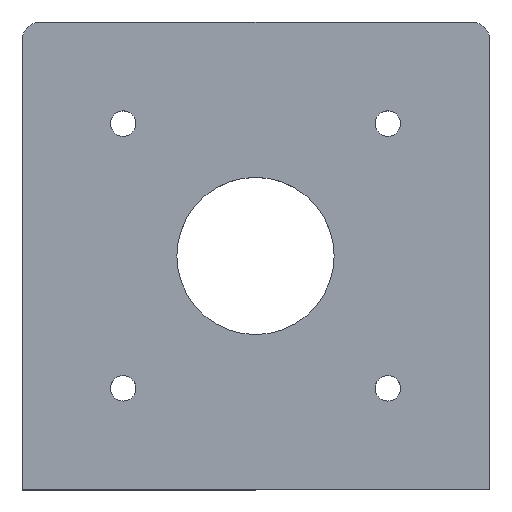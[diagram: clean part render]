
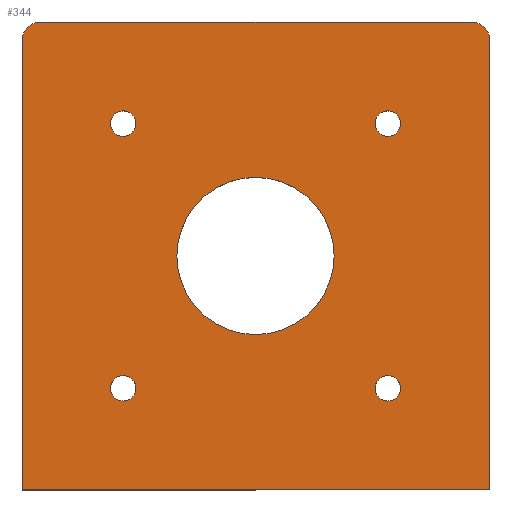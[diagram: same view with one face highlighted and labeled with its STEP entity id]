
A CAD part, top view. The second image highlights one B-rep face of the part: STEP entity #344.
In plain terms, the highlighted planar face has unit normal (0, 0, 1).
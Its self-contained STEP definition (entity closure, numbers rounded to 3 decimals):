
#8 = EDGE_LOOP ( 'NONE', ( #19, #33 ) ) ;
#10 = ORIENTED_EDGE ( 'NONE', *, *, #798, .T. ) ;
#15 = ORIENTED_EDGE ( 'NONE', *, *, #476, .T. ) ;
#17 = CARTESIAN_POINT ( 'NONE',  ( -101.39, 27.145, 15. ) ) ;
#19 = ORIENTED_EDGE ( 'NONE', *, *, #112, .T. ) ;
#20 = CIRCLE ( 'NONE', #413, 5. ) ;
#27 = VERTEX_POINT ( 'NONE', #34 ) ;
#33 = ORIENTED_EDGE ( 'NONE', *, *, #429, .T. ) ;
#34 = CARTESIAN_POINT ( 'NONE',  ( -83.635, 62.5, 15. ) ) ;
#37 = VERTEX_POINT ( 'NONE', #218 ) ;
#39 = DIRECTION ( 'NONE',  ( -1., 0., 0. ) ) ;
#45 = CIRCLE ( 'NONE', #624, 3.4 ) ;
#46 = DIRECTION ( 'NONE',  ( 0., 0., -1. ) ) ;
#47 = EDGE_LOOP ( 'NONE', ( #524, #15 ) ) ;
#48 = EDGE_CURVE ( 'NONE', #313, #535, #545, .T. ) ;
#53 = VERTEX_POINT ( 'NONE', #495 ) ;
#57 = VERTEX_POINT ( 'NONE', #348 ) ;
#60 = EDGE_LOOP ( 'NONE', ( #168, #230 ) ) ;
#67 = CARTESIAN_POINT ( 'NONE',  ( -5., 120., 15. ) ) ;
#79 = DIRECTION ( 'NONE',  ( 1., 0., 0. ) ) ;
#92 = DIRECTION ( 'NONE',  ( 0., 0., -1. ) ) ;
#100 = CARTESIAN_POINT ( 'NONE',  ( -41.635, 62.5, 15. ) ) ;
#108 = DIRECTION ( 'NONE',  ( 0., 0., -1. ) ) ;
#109 = DIRECTION ( 'NONE',  ( 0., 0., -1. ) ) ;
#110 = EDGE_CURVE ( 'NONE', #57, #816, #716, .T. ) ;
#111 = VECTOR ( 'NONE', #206, 1000. ) ;
#112 = EDGE_CURVE ( 'NONE', #442, #37, #641, .T. ) ;
#117 = CARTESIAN_POINT ( 'NONE',  ( -97.99, 27.145, 15. ) ) ;
#120 = CARTESIAN_POINT ( 'NONE',  ( -97.99, 97.855, 15. ) ) ;
#125 = CARTESIAN_POINT ( 'NONE',  ( -120., 125., 15. ) ) ;
#127 = EDGE_CURVE ( 'NONE', #247, #738, #493, .T. ) ;
#134 = CIRCLE ( 'NONE', #449, 3.4 ) ;
#143 = ORIENTED_EDGE ( 'NONE', *, *, #110, .T. ) ;
#146 = FACE_BOUND ( 'NONE', #60, .T. ) ;
#147 = AXIS2_PLACEMENT_3D ( 'NONE', #374, #643, #314 ) ;
#149 = CARTESIAN_POINT ( 'NONE',  ( -30.679, 27.145, 15. ) ) ;
#152 = CARTESIAN_POINT ( 'NONE',  ( -125., 0., 15. ) ) ;
#156 = DIRECTION ( 'NONE',  ( -1., 0., 0. ) ) ;
#158 = FACE_BOUND ( 'NONE', #8, .T. ) ;
#168 = ORIENTED_EDGE ( 'NONE', *, *, #318, .T. ) ;
#169 = CARTESIAN_POINT ( 'NONE',  ( -97.99, 27.145, 15. ) ) ;
#170 = EDGE_CURVE ( 'NONE', #189, #27, #306, .T. ) ;
#172 = DIRECTION ( 'NONE',  ( 0., 0., -1. ) ) ;
#173 = CARTESIAN_POINT ( 'NONE',  ( -5., 125., 15. ) ) ;
#189 = VERTEX_POINT ( 'NONE', #100 ) ;
#192 = CIRCLE ( 'NONE', #606, 5. ) ;
#195 = EDGE_CURVE ( 'NONE', #816, #57, #134, .T. ) ;
#206 = DIRECTION ( 'NONE',  ( 0., -1., 0. ) ) ;
#207 = ORIENTED_EDGE ( 'NONE', *, *, #517, .T. ) ;
#209 = CARTESIAN_POINT ( 'NONE',  ( -27.279, 27.145, 15. ) ) ;
#214 = CARTESIAN_POINT ( 'NONE',  ( -97.99, 97.855, 15. ) ) ;
#218 = CARTESIAN_POINT ( 'NONE',  ( -23.879, 97.855, 15. ) ) ;
#230 = ORIENTED_EDGE ( 'NONE', *, *, #127, .T. ) ;
#231 = DIRECTION ( 'NONE',  ( 0., 0., 1. ) ) ;
#232 = AXIS2_PLACEMENT_3D ( 'NONE', #214, #351, #683 ) ;
#247 = VERTEX_POINT ( 'NONE', #360 ) ;
#258 = CARTESIAN_POINT ( 'NONE',  ( -62.635, 62.5, 15. ) ) ;
#268 = ORIENTED_EDGE ( 'NONE', *, *, #195, .T. ) ;
#269 = EDGE_CURVE ( 'NONE', #613, #826, #45, .T. ) ;
#296 = CARTESIAN_POINT ( 'NONE',  ( 0., 125., 15. ) ) ;
#297 = ORIENTED_EDGE ( 'NONE', *, *, #736, .T. ) ;
#299 = FACE_OUTER_BOUND ( 'NONE', #431, .T. ) ;
#306 = CIRCLE ( 'NONE', #812, 21. ) ;
#307 = LINE ( 'NONE', #296, #473 ) ;
#313 = VERTEX_POINT ( 'NONE', #833 ) ;
#314 = DIRECTION ( 'NONE',  ( 1., 0., 0. ) ) ;
#318 = EDGE_CURVE ( 'NONE', #738, #247, #433, .T. ) ;
#340 = DIRECTION ( 'NONE',  ( 0., 1., 0. ) ) ;
#344 = ADVANCED_FACE ( 'NONE', ( #158, #838, #146, #657, #488, #299 ), #707, .T. ) ;
#348 = CARTESIAN_POINT ( 'NONE',  ( -23.879, 27.145, 15. ) ) ;
#351 = DIRECTION ( 'NONE',  ( 0., 0., -1. ) ) ;
#355 = DIRECTION ( 'NONE',  ( 1., 0., 0. ) ) ;
#360 = CARTESIAN_POINT ( 'NONE',  ( -94.59, 27.145, 15. ) ) ;
#364 = LINE ( 'NONE', #586, #617 ) ;
#367 = EDGE_CURVE ( 'NONE', #403, #369, #192, .T. ) ;
#368 = DIRECTION ( 'NONE',  ( 1., 0., 0. ) ) ;
#369 = VERTEX_POINT ( 'NONE', #173 ) ;
#374 = CARTESIAN_POINT ( 'NONE',  ( 0., 0., 15. ) ) ;
#375 = AXIS2_PLACEMENT_3D ( 'NONE', #117, #380, #376 ) ;
#376 = DIRECTION ( 'NONE',  ( -1., 0., 0. ) ) ;
#380 = DIRECTION ( 'NONE',  ( 0., 0., -1. ) ) ;
#391 = EDGE_LOOP ( 'NONE', ( #712, #828 ) ) ;
#403 = VERTEX_POINT ( 'NONE', #786 ) ;
#408 = VECTOR ( 'NONE', #355, 1000. ) ;
#413 = AXIS2_PLACEMENT_3D ( 'NONE', #742, #538, #79 ) ;
#429 = EDGE_CURVE ( 'NONE', #37, #442, #462, .T. ) ;
#431 = EDGE_LOOP ( 'NONE', ( #207, #297, #10, #626, #675, #646 ) ) ;
#433 = CIRCLE ( 'NONE', #375, 3.4 ) ;
#439 = DIRECTION ( 'NONE',  ( -1., 0., 0. ) ) ;
#442 = VERTEX_POINT ( 'NONE', #692 ) ;
#449 = AXIS2_PLACEMENT_3D ( 'NONE', #757, #108, #822 ) ;
#452 = DIRECTION ( 'NONE',  ( -1., 0., 0. ) ) ;
#462 = CIRCLE ( 'NONE', #592, 3.4 ) ;
#465 = DIRECTION ( 'NONE',  ( 0., 0., 1. ) ) ;
#469 = LINE ( 'NONE', #152, #111 ) ;
#471 = DIRECTION ( 'NONE',  ( 0., 0., 1. ) ) ;
#473 = VECTOR ( 'NONE', #705, 1000. ) ;
#476 = EDGE_CURVE ( 'NONE', #826, #613, #528, .T. ) ;
#488 = FACE_BOUND ( 'NONE', #391, .T. ) ;
#490 = AXIS2_PLACEMENT_3D ( 'NONE', #209, #172, #439 ) ;
#493 = CIRCLE ( 'NONE', #659, 3.4 ) ;
#495 = CARTESIAN_POINT ( 'NONE',  ( -125., 120., 15. ) ) ;
#506 = DIRECTION ( 'NONE',  ( -1., 0., 0. ) ) ;
#517 = EDGE_CURVE ( 'NONE', #369, #561, #307, .T. ) ;
#524 = ORIENTED_EDGE ( 'NONE', *, *, #269, .T. ) ;
#528 = CIRCLE ( 'NONE', #232, 3.4 ) ;
#535 = VERTEX_POINT ( 'NONE', #767 ) ;
#538 = DIRECTION ( 'NONE',  ( 0., 0., 1. ) ) ;
#541 = CARTESIAN_POINT ( 'NONE',  ( 0., 0., 15. ) ) ;
#545 = LINE ( 'NONE', #541, #408 ) ;
#551 = CIRCLE ( 'NONE', #711, 21. ) ;
#558 = CARTESIAN_POINT ( 'NONE',  ( -62.635, 62.5, 15. ) ) ;
#561 = VERTEX_POINT ( 'NONE', #125 ) ;
#566 = AXIS2_PLACEMENT_3D ( 'NONE', #813, #46, #506 ) ;
#586 = CARTESIAN_POINT ( 'NONE',  ( 0., 0., 15. ) ) ;
#592 = AXIS2_PLACEMENT_3D ( 'NONE', #752, #92, #156 ) ;
#594 = CARTESIAN_POINT ( 'NONE',  ( -101.39, 97.855, 15. ) ) ;
#597 = EDGE_CURVE ( 'NONE', #535, #403, #364, .T. ) ;
#603 = CARTESIAN_POINT ( 'NONE',  ( -94.59, 97.855, 15. ) ) ;
#606 = AXIS2_PLACEMENT_3D ( 'NONE', #67, #471, #723 ) ;
#613 = VERTEX_POINT ( 'NONE', #594 ) ;
#617 = VECTOR ( 'NONE', #340, 1000. ) ;
#624 = AXIS2_PLACEMENT_3D ( 'NONE', #120, #109, #452 ) ;
#626 = ORIENTED_EDGE ( 'NONE', *, *, #48, .T. ) ;
#634 = DIRECTION ( 'NONE',  ( 0., 0., -1. ) ) ;
#641 = CIRCLE ( 'NONE', #566, 3.4 ) ;
#643 = DIRECTION ( 'NONE',  ( 0., 0., 1. ) ) ;
#644 = EDGE_CURVE ( 'NONE', #27, #189, #551, .T. ) ;
#646 = ORIENTED_EDGE ( 'NONE', *, *, #367, .T. ) ;
#657 = FACE_BOUND ( 'NONE', #747, .T. ) ;
#659 = AXIS2_PLACEMENT_3D ( 'NONE', #169, #634, #39 ) ;
#665 = DIRECTION ( 'NONE',  ( 1., 0., 0. ) ) ;
#675 = ORIENTED_EDGE ( 'NONE', *, *, #597, .T. ) ;
#683 = DIRECTION ( 'NONE',  ( -1., 0., 0. ) ) ;
#692 = CARTESIAN_POINT ( 'NONE',  ( -30.679, 97.855, 15. ) ) ;
#705 = DIRECTION ( 'NONE',  ( -1., 0., 0. ) ) ;
#707 = PLANE ( 'NONE',  #147 ) ;
#711 = AXIS2_PLACEMENT_3D ( 'NONE', #258, #465, #665 ) ;
#712 = ORIENTED_EDGE ( 'NONE', *, *, #644, .F. ) ;
#716 = CIRCLE ( 'NONE', #490, 3.4 ) ;
#723 = DIRECTION ( 'NONE',  ( 1., 0., 0. ) ) ;
#736 = EDGE_CURVE ( 'NONE', #561, #53, #20, .T. ) ;
#738 = VERTEX_POINT ( 'NONE', #17 ) ;
#742 = CARTESIAN_POINT ( 'NONE',  ( -120., 120., 15. ) ) ;
#747 = EDGE_LOOP ( 'NONE', ( #268, #143 ) ) ;
#752 = CARTESIAN_POINT ( 'NONE',  ( -27.279, 97.855, 15. ) ) ;
#757 = CARTESIAN_POINT ( 'NONE',  ( -27.279, 27.145, 15. ) ) ;
#767 = CARTESIAN_POINT ( 'NONE',  ( 0., 0., 15. ) ) ;
#786 = CARTESIAN_POINT ( 'NONE',  ( 0., 120., 15. ) ) ;
#798 = EDGE_CURVE ( 'NONE', #53, #313, #469, .T. ) ;
#812 = AXIS2_PLACEMENT_3D ( 'NONE', #558, #231, #368 ) ;
#813 = CARTESIAN_POINT ( 'NONE',  ( -27.279, 97.855, 15. ) ) ;
#816 = VERTEX_POINT ( 'NONE', #149 ) ;
#822 = DIRECTION ( 'NONE',  ( -1., 0., 0. ) ) ;
#826 = VERTEX_POINT ( 'NONE', #603 ) ;
#828 = ORIENTED_EDGE ( 'NONE', *, *, #170, .F. ) ;
#833 = CARTESIAN_POINT ( 'NONE',  ( -125., 0., 15. ) ) ;
#838 = FACE_BOUND ( 'NONE', #47, .T. ) ;
